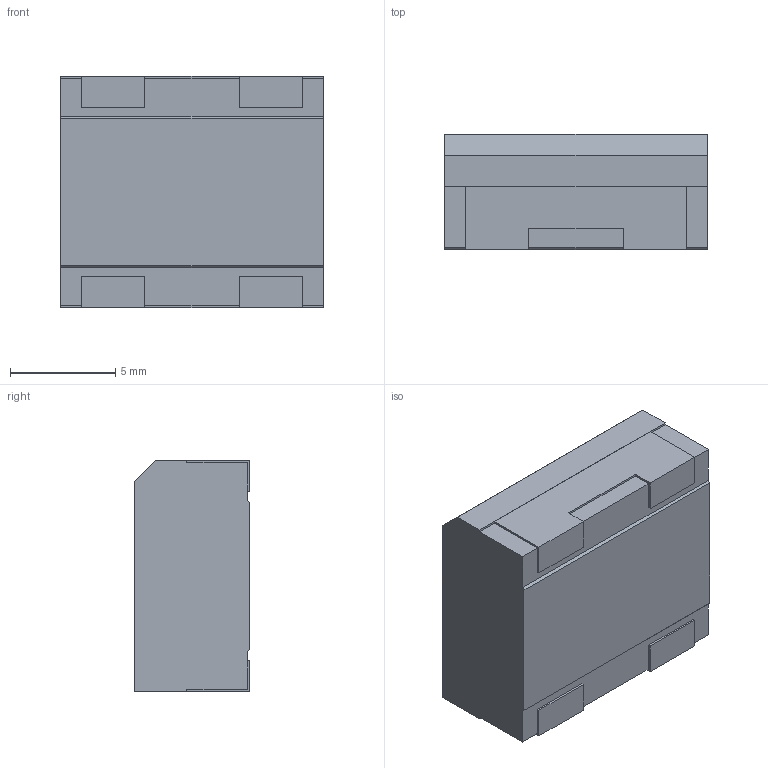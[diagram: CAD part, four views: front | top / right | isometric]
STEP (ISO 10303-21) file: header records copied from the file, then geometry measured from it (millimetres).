
FILE_DESCRIPTION(/* description */ (''),/* implementation_level */ '2;1');
FILE_NAME(/* name */ 'boitier CTC D.stp',/* time_stamp */ '2017-07-17T12:42:04+02:00',/* author */ ('Fir03'),/* organization */ (''),/* preprocessor_version */ 'ST-DEVELOPER v16.5',/* originating_system */ 'Autodesk Inventor 2017',/* authorisation */ '');
FILE_SCHEMA (('AUTOMOTIVE_DESIGN { 1 0 10303 214 3 1 1 }'));
Length unit declared in the file: millimetre
Products named in the file (3): ctc23 Boitier D; boitier CTC D; connexion
Assembly tree (3 placements, depth 2):
  ctc23 Boitier D
    boitier CTC D
    connexion  x2
Bounding box: 12.5 x 5.5 x 11 mm (x, y, z)
Volume: 745 mm3; surface area: 670.3 mm2
Topology: 3 solids, 3 shells, 43 faces, 111 edges, 74 vertices
Faces by surface type: plane 43
Entity records: 949 total; most frequent: CARTESIAN_POINT 160, ORIENTED_EDGE 150, DIRECTION 145, LINE 75, VECTOR 75, EDGE_CURVE 75, VERTEX_POINT 50, AXIS2_PLACEMENT_3D 35
